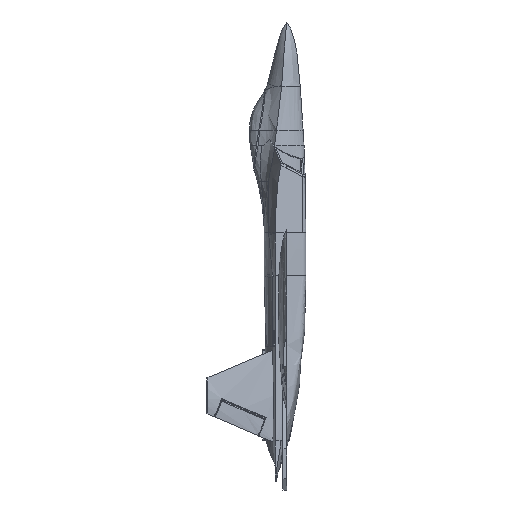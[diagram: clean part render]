
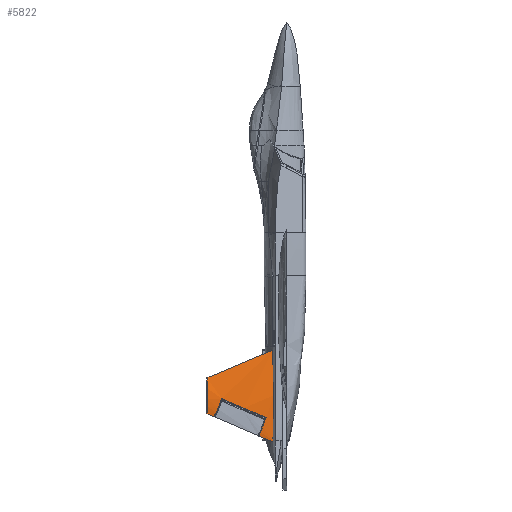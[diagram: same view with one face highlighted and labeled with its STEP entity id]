
A CAD part, left-side view. The second image highlights one B-rep face of the part: STEP entity #5822.
In plain terms, the highlighted free-form (B-spline) face has degree [3, 1] with [10, 2] control points.
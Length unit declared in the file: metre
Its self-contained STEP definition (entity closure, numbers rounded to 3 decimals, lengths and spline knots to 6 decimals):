
#243=LINE('',#12596,#579);
#244=LINE('',#12597,#580);
#245=LINE('',#12625,#581);
#579=VECTOR('',#6675,1.);
#580=VECTOR('',#6676,1.);
#581=VECTOR('',#6677,1.);
#1025=B_SPLINE_SURFACE_WITH_KNOTS('',3,1,((#16246,#16247),(#16248,#16249),
(#16250,#16251),(#16252,#16253),(#16254,#16255),(#16256,#16257),(#16258,
#16259),(#16260,#16261),(#16262,#16263),(#16264,#16265)),.RULED_SURF.,.F.,
 .F.,.F.,(4,2,2,2,4),(2,2),(0.,0.25,0.5,0.75,1.),(0.114478,0.993098),
 .UNSPECIFIED.);
#2015=ORIENTED_EDGE('',*,*,#3104,.T.);
#2016=ORIENTED_EDGE('',*,*,#3101,.T.);
#2017=ORIENTED_EDGE('',*,*,#3261,.F.);
#2018=ORIENTED_EDGE('',*,*,#3373,.F.);
#2019=ORIENTED_EDGE('',*,*,#3441,.F.);
#2020=ORIENTED_EDGE('',*,*,#3258,.F.);
#2021=ORIENTED_EDGE('',*,*,#3110,.T.);
#2022=ORIENTED_EDGE('',*,*,#3257,.F.);
#2023=ORIENTED_EDGE('',*,*,#3098,.T.);
#3098=EDGE_CURVE('',#3960,#3961,#4540,.T.);
#3101=EDGE_CURVE('',#3963,#3964,#4542,.T.);
#3104=EDGE_CURVE('',#3961,#3963,#4544,.T.);
#3110=EDGE_CURVE('',#3968,#3967,#4549,.T.);
#3257=EDGE_CURVE('',#3960,#3967,#243,.T.);
#3258=EDGE_CURVE('',#3968,#4086,#244,.T.);
#3261=EDGE_CURVE('',#4088,#3964,#245,.T.);
#3373=EDGE_CURVE('',#4157,#4088,#4688,.T.);
#3441=EDGE_CURVE('',#4086,#4157,#4733,.T.);
#3960=VERTEX_POINT('',#11166);
#3961=VERTEX_POINT('',#11167);
#3963=VERTEX_POINT('',#11186);
#3964=VERTEX_POINT('',#11187);
#3967=VERTEX_POINT('',#11238);
#3968=VERTEX_POINT('',#11239);
#4086=VERTEX_POINT('',#12598);
#4088=VERTEX_POINT('',#12624);
#4157=VERTEX_POINT('',#14580);
#4540=B_SPLINE_CURVE_WITH_KNOTS('',3,(#11160,#11161,#11162,#11163,#11164,
#11165),.UNSPECIFIED.,.F.,.F.,(4,1,1,4),(0.,0.012575,0.02515,
0.050301),.UNSPECIFIED.);
#4542=B_SPLINE_CURVE_WITH_KNOTS('',3,(#11177,#11178,#11179,#11180,#11181,
#11182,#11183,#11184,#11185),.UNSPECIFIED.,.F.,.F.,(4,1,1,1,1,1,4),(0.,
0.012558,0.025116,0.031395,0.037673,
0.043952,0.050231),.UNSPECIFIED.);
#4544=B_SPLINE_CURVE_WITH_KNOTS('',3,(#11199,#11200,#11201,#11202,#11203),
 .UNSPECIFIED.,.F.,.F.,(4,1,4),(0.,0.067001,0.134001),
 .UNSPECIFIED.);
#4549=B_SPLINE_CURVE_WITH_KNOTS('',3,(#11240,#11241,#11242,#11243,#11244,
#11245,#11246,#11247),.UNSPECIFIED.,.F.,.F.,(4,1,1,1,1,4),(0.,0.022946,
0.045892,0.057365,0.068839,0.091785),
 .UNSPECIFIED.);
#4688=B_SPLINE_CURVE_WITH_KNOTS('',3,(#14581,#14582,#14583,#14584),
 .UNSPECIFIED.,.F.,.F.,(4,4),(0.,0.003641),.UNSPECIFIED.);
#4733=B_SPLINE_CURVE_WITH_KNOTS('',3,(#16266,#16267,#16268,#16269,#16270,
#16271,#16272,#16273,#16274,#16275,#16276,#16277,#16278,#16279,#16280,#16281,
#16282,#16283,#16284,#16285),.UNSPECIFIED.,.F.,.F.,(4,1,1,1,1,1,1,1,1,1,
1,1,1,1,1,1,1,4),(0.,0.003595,0.00719,0.01438,
0.02157,0.02876,0.04314,0.05752,
0.0719,0.08628,0.11504,0.143799,
0.172559,0.186939,0.201319,0.215699,
0.222889,0.230079),.UNSPECIFIED.);
#5116=EDGE_LOOP('',(#2015,#2016,#2017,#2018,#2019,#2020,#2021,#2022,#2023));
#5457=FACE_BOUND('',#5116,.T.);
#5822=ADVANCED_FACE('',(#5457),#1025,.F.);
#6675=DIRECTION('',(-0.4,0.842,0.362));
#6676=DIRECTION('',(0.401,-0.845,0.355));
#6677=DIRECTION('',(-0.4,0.842,0.362));
#11160=CARTESIAN_POINT('',(-0.174149,0.303205,-1.0038));
#11161=CARTESIAN_POINT('',(-0.174571,0.301366,-0.999989));
#11162=CARTESIAN_POINT('',(-0.174839,0.297935,-0.992302));
#11163=CARTESIAN_POINT('',(-0.174044,0.29164,-0.976781));
#11164=CARTESIAN_POINT('',(-0.172535,0.28731,-0.965039));
#11165=CARTESIAN_POINT('',(-0.17134,0.284504,-0.95719));
#11166=CARTESIAN_POINT('',(-0.174149,0.303205,-1.0038));
#11167=CARTESIAN_POINT('',(-0.17134,0.284504,-0.95719));
#11177=CARTESIAN_POINT('',(-0.117182,0.171937,-1.005686));
#11178=CARTESIAN_POINT('',(-0.117696,0.173371,-1.009592));
#11179=CARTESIAN_POINT('',(-0.118676,0.176262,-1.017401));
#11180=CARTESIAN_POINT('',(-0.119727,0.179951,-1.027144));
#11181=CARTESIAN_POINT('',(-0.120393,0.182978,-1.034922));
#11182=CARTESIAN_POINT('',(-0.120772,0.185301,-1.040744));
#11183=CARTESIAN_POINT('',(-0.120947,0.187711,-1.046545));
#11184=CARTESIAN_POINT('',(-0.120853,0.18941,-1.050392));
#11185=CARTESIAN_POINT('',(-0.120605,0.190346,-1.052296));
#11186=CARTESIAN_POINT('',(-0.117182,0.171937,-1.005686));
#11187=CARTESIAN_POINT('',(-0.120605,0.190346,-1.052296));
#11199=CARTESIAN_POINT('',(-0.17134,0.284504,-0.95719));
#11200=CARTESIAN_POINT('',(-0.162342,0.265729,-0.965272));
#11201=CARTESIAN_POINT('',(-0.14423,0.228235,-0.981438));
#11202=CARTESIAN_POINT('',(-0.126192,0.190706,-0.997603));
#11203=CARTESIAN_POINT('',(-0.117182,0.171937,-1.005686));
#11238=CARTESIAN_POINT('',(-0.182992,0.321844,-0.995791));
#11239=CARTESIAN_POINT('',(-0.182992,0.321844,-0.904724));
#11240=CARTESIAN_POINT('',(-0.182992,0.321844,-0.904724));
#11241=CARTESIAN_POINT('',(-0.184761,0.321003,-0.912161));
#11242=CARTESIAN_POINT('',(-0.187206,0.31984,-0.927216));
#11243=CARTESIAN_POINT('',(-0.188138,0.319396,-0.946425));
#11244=CARTESIAN_POINT('',(-0.187763,0.319575,-0.961742));
#11245=CARTESIAN_POINT('',(-0.186601,0.320127,-0.977061));
#11246=CARTESIAN_POINT('',(-0.184762,0.321002,-0.988357));
#11247=CARTESIAN_POINT('',(-0.182992,0.321844,-0.995791));
#12596=CARTESIAN_POINT('',(-0.17857,0.312525,-0.999796));
#12597=CARTESIAN_POINT('',(-0.143445,0.238489,-0.869666));
#12598=CARTESIAN_POINT('',(-0.103899,0.155133,-0.834608));
#12624=CARTESIAN_POINT('',(-0.103387,0.154054,-1.067891));
#12625=CARTESIAN_POINT('',(-0.111996,0.1722,-1.060094));
#14580=CARTESIAN_POINT('',(-0.104278,0.154082,-1.064361));
#14581=CARTESIAN_POINT('',(-0.104273,0.154068,-1.06436));
#14582=CARTESIAN_POINT('',(-0.10402,0.154053,-1.065548));
#14583=CARTESIAN_POINT('',(-0.10374,0.154044,-1.066729));
#14584=CARTESIAN_POINT('',(-0.103387,0.154054,-1.067891));
#16246=CARTESIAN_POINT('',(-0.102373,0.151916,-0.833254));
#16247=CARTESIAN_POINT('',(-0.183473,0.322857,-0.905151));
#16248=CARTESIAN_POINT('',(-0.104367,0.151916,-0.839687));
#16249=CARTESIAN_POINT('',(-0.18546,0.322857,-0.912296));
#16250=CARTESIAN_POINT('',(-0.105912,0.151916,-0.855853));
#16251=CARTESIAN_POINT('',(-0.186985,0.322857,-0.919715));
#16252=CARTESIAN_POINT('',(-0.108025,0.151916,-0.898002));
#16253=CARTESIAN_POINT('',(-0.189028,0.322857,-0.934838));
#16254=CARTESIAN_POINT('',(-0.108594,0.151916,-0.923985));
#16255=CARTESIAN_POINT('',(-0.189547,0.322857,-0.942541));
#16256=CARTESIAN_POINT('',(-0.108684,0.151916,-0.976114));
#16257=CARTESIAN_POINT('',(-0.189547,0.322857,-0.95795));
#16258=CARTESIAN_POINT('',(-0.108205,0.151916,-1.002261));
#16259=CARTESIAN_POINT('',(-0.18903,0.322857,-0.965654));
#16260=CARTESIAN_POINT('',(-0.106137,0.151916,-1.045065));
#16261=CARTESIAN_POINT('',(-0.186987,0.322857,-0.980782));
#16262=CARTESIAN_POINT('',(-0.104547,0.151916,-1.061722));
#16263=CARTESIAN_POINT('',(-0.185461,0.322857,-0.988205));
#16264=CARTESIAN_POINT('',(-0.102373,0.151916,-1.06881));
#16265=CARTESIAN_POINT('',(-0.183473,0.322857,-0.995356));
#16266=CARTESIAN_POINT('',(-0.103899,0.155133,-0.834608));
#16267=CARTESIAN_POINT('',(-0.104227,0.155036,-0.835774));
#16268=CARTESIAN_POINT('',(-0.104704,0.154894,-0.838129));
#16269=CARTESIAN_POINT('',(-0.105429,0.154678,-0.842867));
#16270=CARTESIAN_POINT('',(-0.106083,0.15448,-0.848819));
#16271=CARTESIAN_POINT('',(-0.106688,0.154294,-0.855984));
#16272=CARTESIAN_POINT('',(-0.107337,0.154089,-0.865557));
#16273=CARTESIAN_POINT('',(-0.107943,0.153889,-0.877539));
#16274=CARTESIAN_POINT('',(-0.108469,0.153702,-0.891916));
#16275=CARTESIAN_POINT('',(-0.108846,0.153555,-0.906297));
#16276=CARTESIAN_POINT('',(-0.109186,0.153401,-0.925474));
#16277=CARTESIAN_POINT('',(-0.109351,0.153275,-0.949448));
#16278=CARTESIAN_POINT('',(-0.109171,0.153219,-0.978226));
#16279=CARTESIAN_POINT('',(-0.108673,0.153257,-1.002209));
#16280=CARTESIAN_POINT('',(-0.10798,0.15336,-1.021373));
#16281=CARTESIAN_POINT('',(-0.107256,0.153486,-1.035734));
#16282=CARTESIAN_POINT('',(-0.106407,0.153651,-1.047686));
#16283=CARTESIAN_POINT('',(-0.105416,0.153863,-1.057229));
#16284=CARTESIAN_POINT('',(-0.104747,0.154015,-1.06199));
#16285=CARTESIAN_POINT('',(-0.104293,0.154123,-1.064363));
